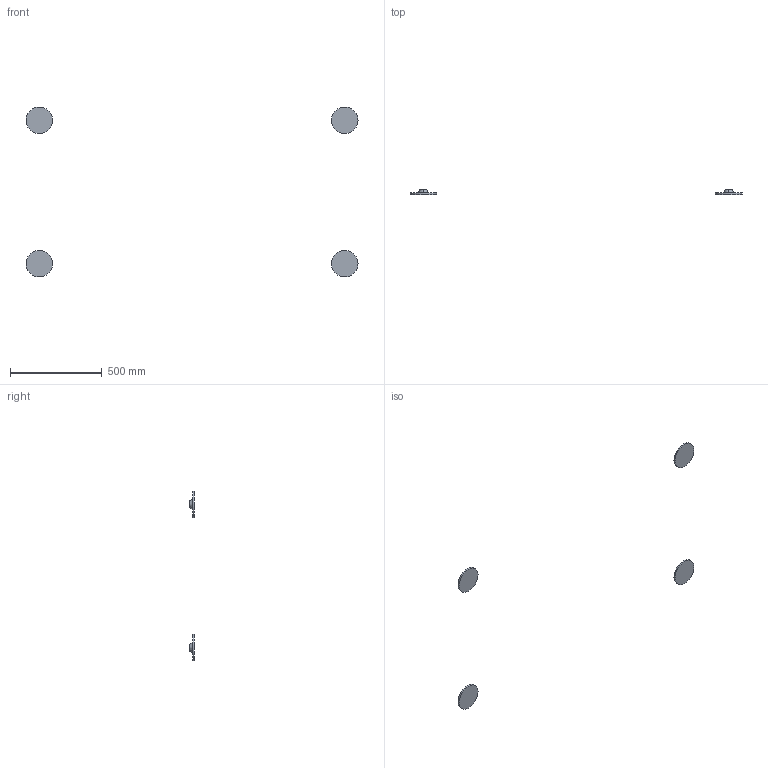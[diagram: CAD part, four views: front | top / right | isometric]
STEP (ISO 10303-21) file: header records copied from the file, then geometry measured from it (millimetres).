
FILE_DESCRIPTION (( 'STEP AP203' ), '1' );
FILE_NAME ('Legs.STEP', '2019-01-20T14:52:59', ( '' ), ( '' ), 'SwSTEP 2.0', 'SolidWorks 2017', '' );
FILE_SCHEMA (( 'CONFIG_CONTROL_DESIGN' ));
Length unit declared in the file: millimetre
Products named in the file (1): Legs
Bounding box: 1807.94 x 26.67 x 925.3 mm (x, y, z)
Volume: 690638.4 mm3; surface area: 155329.8 mm2
Topology: 4 solids, 4 shells, 28 faces, 48 edges, 32 vertices
Faces by surface type: plane 12, cone 8, cylinder 8
Entity records: 755 total; most frequent: DIRECTION 138, CARTESIAN_POINT 109, ORIENTED_EDGE 96, AXIS2_PLACEMENT_3D 61, EDGE_CURVE 48, VERTEX_POINT 32, EDGE_LOOP 32, CIRCLE 32
